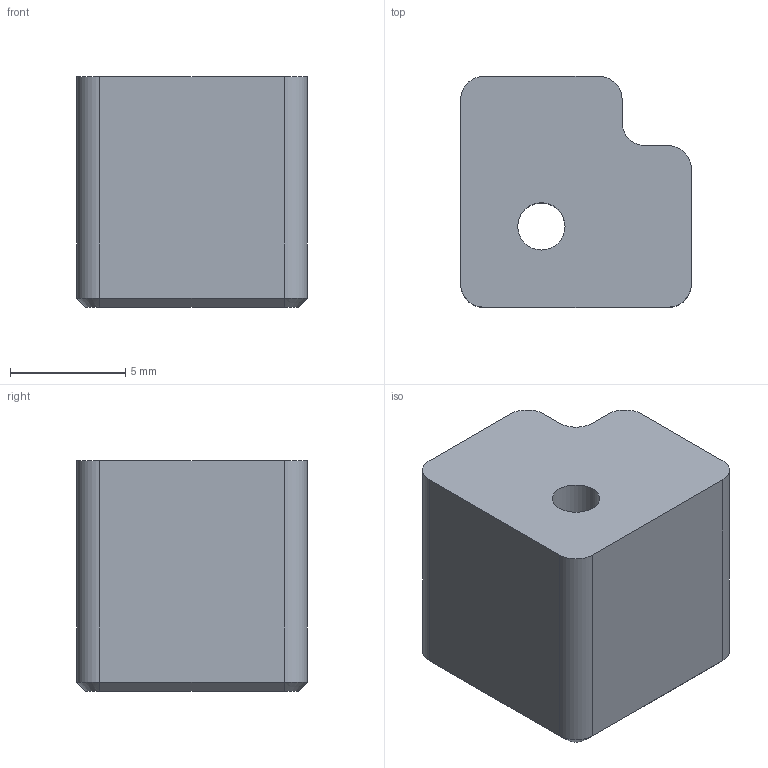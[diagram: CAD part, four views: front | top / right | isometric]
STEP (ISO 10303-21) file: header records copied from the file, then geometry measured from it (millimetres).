
FILE_DESCRIPTION(/* description */ ('STEP AP214'),/* implementation_level */ '2;1');
FILE_NAME(/* name */ '61495250b60914664c4c34e6',/* time_stamp */ '2021-09-21T03:32:33+00:00',/* author */ (''),/* organization */ (''),/* preprocessor_version */ 'ST-DEVELOPER v18.1',/* originating_system */ ' ',/* authorisation */ ' ');
FILE_SCHEMA (('AUTOMOTIVE_DESIGN {1 0 10303 214 3 1 1}'));
Length unit declared in the file: metre
Products named in the file (1): fan holder
Bounding box: 10 x 10 x 10 mm (x, y, z)
Volume: 864.9 mm3; surface area: 602.1 mm2
Topology: 1 solids, 1 shells, 28 faces, 66 edges, 40 vertices
Faces by surface type: plane 14, cylinder 7, cone 7
Full cylindrical faces by diameter (mm): 2.05 x1
Entity records: 810 total; most frequent: DIRECTION 142, CARTESIAN_POINT 131, ORIENTED_EDGE 126, EDGE_CURVE 63, AXIS2_PLACEMENT_3D 50, LINE 42, VECTOR 42, VERTEX_POINT 39
